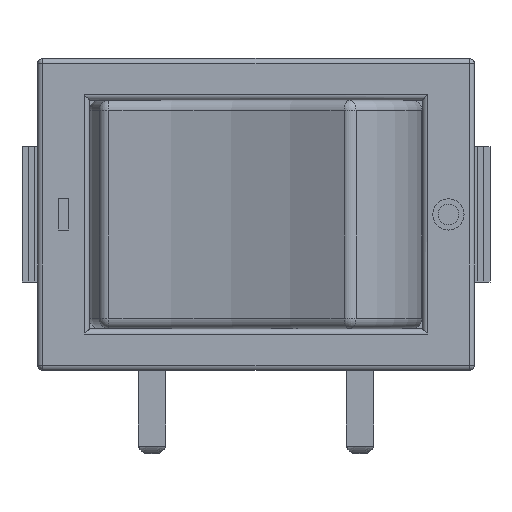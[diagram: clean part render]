
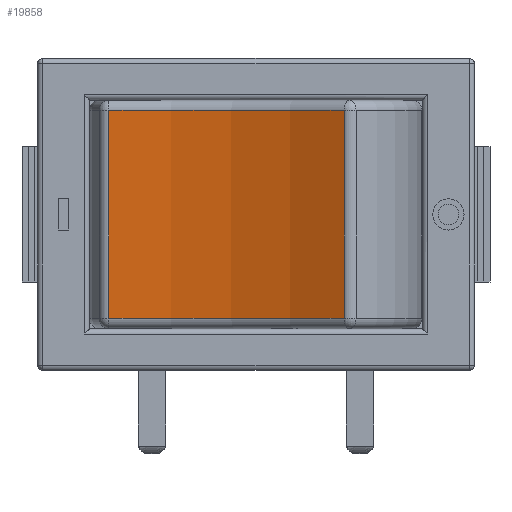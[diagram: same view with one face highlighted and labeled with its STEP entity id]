
A CAD part, front view. The second image highlights one B-rep face of the part: STEP entity #19858.
In plain terms, the highlighted cylindrical face has radius 21.591 mm (diameter 43.183 mm), a partial arc.
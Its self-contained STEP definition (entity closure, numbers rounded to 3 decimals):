
#3126=FACE_OUTER_BOUND('',#4277,.T.);
#4277=EDGE_LOOP('',(#18364,#18365,#18366,#18367));
#6060=LINE('',#33557,#7912);
#6061=LINE('',#33559,#7913);
#7912=VECTOR('',#23546,10.);
#7913=VECTOR('',#23549,10.);
#8130=CIRCLE('',#20572,21.591);
#8138=CIRCLE('',#20583,21.591);
#9926=VERTEX_POINT('',#33517);
#9929=VERTEX_POINT('',#33524);
#9933=VERTEX_POINT('',#33539);
#9934=VERTEX_POINT('',#33543);
#12756=EDGE_CURVE('',#9926,#9929,#8130,.T.);
#12764=EDGE_CURVE('',#9934,#9933,#8138,.T.);
#12768=EDGE_CURVE('',#9929,#9934,#6060,.T.);
#12769=EDGE_CURVE('',#9933,#9926,#6061,.T.);
#18364=ORIENTED_EDGE('',*,*,#12764,.F.);
#18365=ORIENTED_EDGE('',*,*,#12768,.F.);
#18366=ORIENTED_EDGE('',*,*,#12756,.F.);
#18367=ORIENTED_EDGE('',*,*,#12769,.F.);
#18867=CYLINDRICAL_SURFACE('',#20591,21.591);
#19858=ADVANCED_FACE('',(#3126),#18867,.F.);
#20572=AXIS2_PLACEMENT_3D('',#33534,#23513,#23514);
#20583=AXIS2_PLACEMENT_3D('',#33551,#23535,#23536);
#20591=AXIS2_PLACEMENT_3D('',#33564,#23555,#23556);
#23513=DIRECTION('center_axis',(0.,0.,1.));
#23514=DIRECTION('ref_axis',(0.289,0.957,0.));
#23535=DIRECTION('center_axis',(0.,0.,-1.));
#23536=DIRECTION('ref_axis',(0.289,0.957,0.));
#23546=DIRECTION('',(0.,0.,1.));
#23549=DIRECTION('',(0.,0.,-1.));
#23555=DIRECTION('center_axis',(0.,0.,1.));
#23556=DIRECTION('ref_axis',(0.553,0.833,0.));
#33517=CARTESIAN_POINT('',(4.238,-11.915,-5.));
#33524=CARTESIAN_POINT('',(-7.078,-8.503,-5.));
#33534=CARTESIAN_POINT('Origin',(-7.416,-30.091,-5.));
#33539=CARTESIAN_POINT('',(4.238,-11.915,5.));
#33543=CARTESIAN_POINT('',(-7.078,-8.503,5.));
#33551=CARTESIAN_POINT('Origin',(-7.416,-30.091,5.));
#33557=CARTESIAN_POINT('',(-7.078,-8.503,-5.5));
#33559=CARTESIAN_POINT('',(4.238,-11.915,-5.5));
#33564=CARTESIAN_POINT('Origin',(-7.416,-30.091,-5.5));
